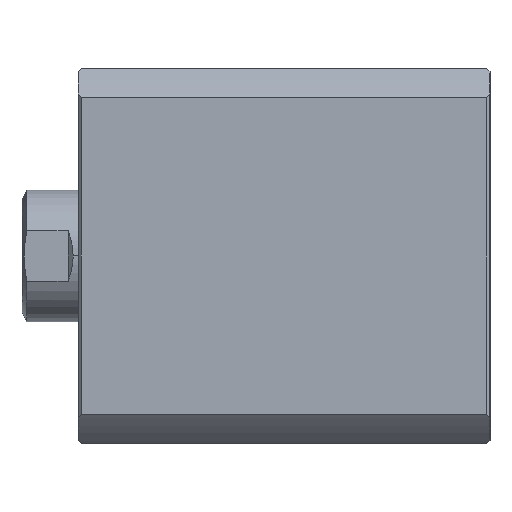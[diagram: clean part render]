
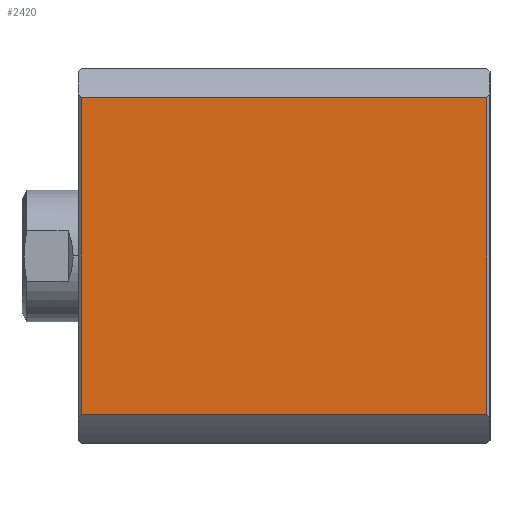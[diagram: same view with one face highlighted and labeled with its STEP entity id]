
A CAD part, left-side view. The second image highlights one B-rep face of the part: STEP entity #2420.
In plain terms, the highlighted face is planar.
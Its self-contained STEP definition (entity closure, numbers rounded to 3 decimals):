
#1116 = DIRECTION ( 'NONE',  ( 0., 0., -1. ) ) ;
#1128 = CARTESIAN_POINT ( 'NONE',  ( 47.971, -57., 1. ) ) ;
#2034 = EDGE_CURVE ( 'NONE', #9535, #4997, #5916, .T. ) ;
#2250 = ORIENTED_EDGE ( 'NONE', *, *, #7103, .T. ) ;
#2409 = LINE ( 'NONE', #4322, #9839 ) ;
#2420 = ADVANCED_FACE ( 'NONE', ( #5904 ), #4314, .F. ) ;
#4011 = AXIS2_PLACEMENT_3D ( 'NONE', #7223, #7641, #7686 ) ;
#4090 = DIRECTION ( 'NONE',  ( -1., 0., 0. ) ) ;
#4095 = ORIENTED_EDGE ( 'NONE', *, *, #11282, .T. ) ;
#4314 = PLANE ( 'NONE',  #4011 ) ;
#4322 = CARTESIAN_POINT ( 'NONE',  ( -57., -57., 1. ) ) ;
#4332 = CARTESIAN_POINT ( 'NONE',  ( 47.971, -57., 124. ) ) ;
#4584 = VECTOR ( 'NONE', #4090, 1000. ) ;
#4984 = LINE ( 'NONE', #7952, #12392 ) ;
#4997 = VERTEX_POINT ( 'NONE', #10549 ) ;
#5064 = CARTESIAN_POINT ( 'NONE',  ( -47.971, -57., 1. ) ) ;
#5904 = FACE_OUTER_BOUND ( 'NONE', #12178, .T. ) ;
#5916 = LINE ( 'NONE', #6744, #8498 ) ;
#5918 = VERTEX_POINT ( 'NONE', #4332 ) ;
#6425 = DIRECTION ( 'NONE',  ( 0., 0., 1. ) ) ;
#6744 = CARTESIAN_POINT ( 'NONE',  ( -47.971, -57., 300. ) ) ;
#7103 = EDGE_CURVE ( 'NONE', #5918, #4997, #7155, .T. ) ;
#7155 = LINE ( 'NONE', #9900, #4584 ) ;
#7223 = CARTESIAN_POINT ( 'NONE',  ( -57., -57., 125. ) ) ;
#7641 = DIRECTION ( 'NONE',  ( 0., 1., 0. ) ) ;
#7686 = DIRECTION ( 'NONE',  ( 0., 0., 1. ) ) ;
#7952 = CARTESIAN_POINT ( 'NONE',  ( 47.971, -57., 300. ) ) ;
#8498 = VECTOR ( 'NONE', #6425, 1000. ) ;
#9010 = EDGE_CURVE ( 'NONE', #5918, #11406, #4984, .T. ) ;
#9186 = DIRECTION ( 'NONE',  ( 1., 0., 0. ) ) ;
#9535 = VERTEX_POINT ( 'NONE', #5064 ) ;
#9690 = ORIENTED_EDGE ( 'NONE', *, *, #9010, .F. ) ;
#9839 = VECTOR ( 'NONE', #9186, 1000. ) ;
#9900 = CARTESIAN_POINT ( 'NONE',  ( -57., -57., 124. ) ) ;
#10312 = ORIENTED_EDGE ( 'NONE', *, *, #2034, .F. ) ;
#10549 = CARTESIAN_POINT ( 'NONE',  ( -47.971, -57., 124. ) ) ;
#11282 = EDGE_CURVE ( 'NONE', #9535, #11406, #2409, .T. ) ;
#11406 = VERTEX_POINT ( 'NONE', #1128 ) ;
#12178 = EDGE_LOOP ( 'NONE', ( #9690, #2250, #10312, #4095 ) ) ;
#12392 = VECTOR ( 'NONE', #1116, 1000. ) ;
